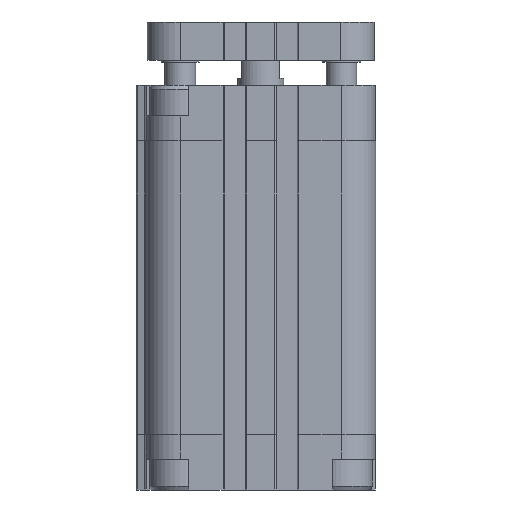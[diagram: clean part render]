
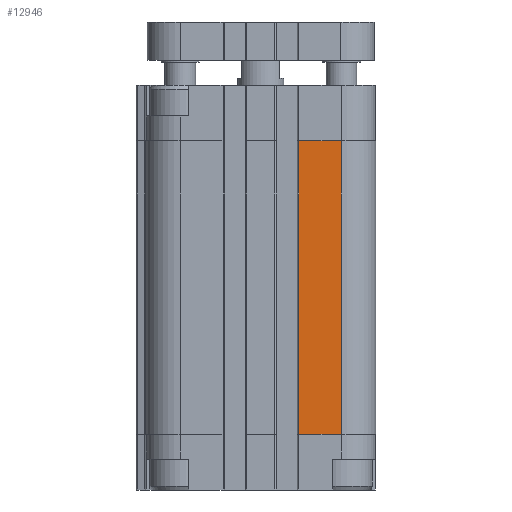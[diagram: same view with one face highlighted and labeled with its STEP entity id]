
A CAD part, left-side view. The second image highlights one B-rep face of the part: STEP entity #12946.
In plain terms, the highlighted face is planar.
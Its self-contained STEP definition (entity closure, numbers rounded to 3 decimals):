
#185=LINE('',#19703,#1365);
#516=LINE('',#20574,#1696);
#540=LINE('',#20664,#1720);
#541=LINE('',#20666,#1721);
#1365=VECTOR('',#15285,1000.);
#1696=VECTOR('',#16112,1000.);
#1720=VECTOR('',#16246,1000.);
#1721=VECTOR('',#16249,1000.);
#2518=PLANE('',#13964);
#4566=ORIENTED_EDGE('',*,*,#7897,.F.);
#4567=ORIENTED_EDGE('',*,*,#7941,.F.);
#4568=ORIENTED_EDGE('',*,*,#7454,.T.);
#4569=ORIENTED_EDGE('',*,*,#7942,.T.);
#7454=EDGE_CURVE('',#9358,#9357,#185,.T.);
#7897=EDGE_CURVE('',#9649,#9650,#516,.T.);
#7941=EDGE_CURVE('',#9358,#9649,#540,.T.);
#7942=EDGE_CURVE('',#9357,#9650,#541,.T.);
#9357=VERTEX_POINT('',#19702);
#9358=VERTEX_POINT('',#19704);
#9649=VERTEX_POINT('',#20573);
#9650=VERTEX_POINT('',#20575);
#11109=EDGE_LOOP('',(#4566,#4567,#4568,#4569));
#12011=FACE_BOUND('',#11109,.T.);
#12946=ADVANCED_FACE('',(#12011),#2518,.T.);
#13964=AXIS2_PLACEMENT_3D('',#20665,#16247,#16248);
#15285=DIRECTION('',(0.,1.,0.));
#16112=DIRECTION('',(0.,1.,0.));
#16246=DIRECTION('',(0.,0.,1.));
#16247=DIRECTION('',(1.,0.,0.));
#16248=DIRECTION('',(0.,0.,-1.));
#16249=DIRECTION('',(0.,0.,1.));
#19702=CARTESIAN_POINT('',(30.,21.,-91.));
#19703=CARTESIAN_POINT('',(30.,9.85,-91.));
#19704=CARTESIAN_POINT('',(30.,9.85,-91.));
#20573=CARTESIAN_POINT('',(30.,9.85,-14.5));
#20574=CARTESIAN_POINT('',(30.,9.85,-14.5));
#20575=CARTESIAN_POINT('',(30.,21.,-14.5));
#20664=CARTESIAN_POINT('',(30.,9.85,-91.));
#20665=CARTESIAN_POINT('',(30.,9.85,-91.));
#20666=CARTESIAN_POINT('',(30.,21.,-91.));
